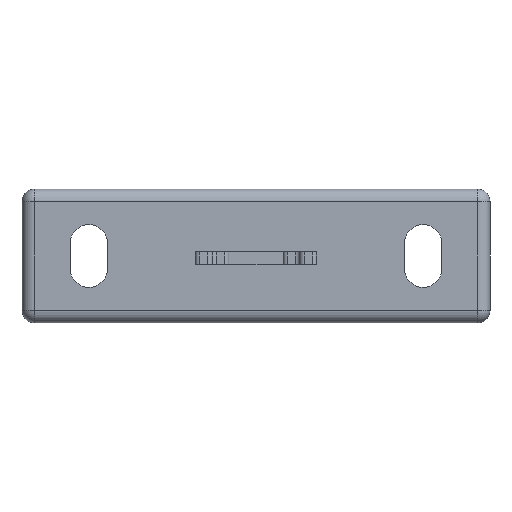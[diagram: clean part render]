
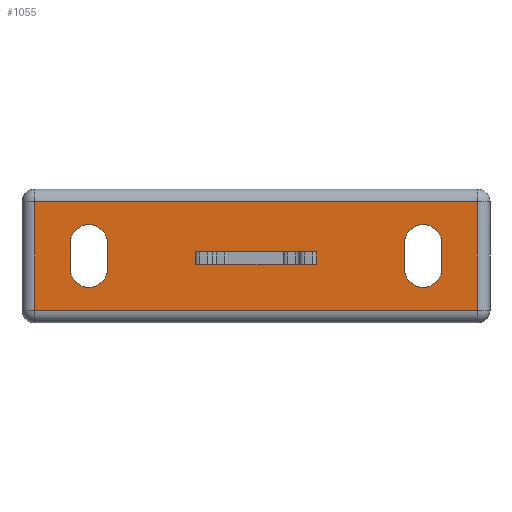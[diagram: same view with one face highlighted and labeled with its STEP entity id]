
A CAD part, front view. The second image highlights one B-rep face of the part: STEP entity #1055.
In plain terms, the highlighted planar face has unit normal (0, -1, 0).
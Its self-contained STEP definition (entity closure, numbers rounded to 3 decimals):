
#27=FACE_BOUND('',#366,.T.);
#28=FACE_BOUND('',#367,.T.);
#33=PLANE('',#1134);
#60=LINE('',#1592,#162);
#63=LINE('',#1596,#165);
#68=LINE('',#1610,#170);
#71=LINE('',#1614,#173);
#78=LINE('',#1634,#180);
#79=LINE('',#1638,#181);
#80=LINE('',#1642,#182);
#81=LINE('',#1646,#183);
#162=VECTOR('',#1258,53.);
#165=VECTOR('',#1263,13.);
#170=VECTOR('',#1278,13.);
#173=VECTOR('',#1283,53.);
#180=VECTOR('',#1304,3.);
#181=VECTOR('',#1307,3.);
#182=VECTOR('',#1310,3.);
#183=VECTOR('',#1313,3.);
#305=FACE_OUTER_BOUND('',#365,.T.);
#365=EDGE_LOOP('',(#777,#778,#779,#780));
#366=EDGE_LOOP('',(#781,#782,#783,#784));
#367=EDGE_LOOP('',(#785,#786,#787,#788));
#431=CIRCLE('',#1135,2.25);
#432=CIRCLE('',#1136,2.25);
#433=CIRCLE('',#1137,2.25);
#434=CIRCLE('',#1138,2.25);
#469=VERTEX_POINT('',#1564);
#474=VERTEX_POINT('',#1574);
#475=VERTEX_POINT('',#1578);
#480=VERTEX_POINT('',#1588);
#489=VERTEX_POINT('',#1632);
#490=VERTEX_POINT('',#1633);
#491=VERTEX_POINT('',#1635);
#492=VERTEX_POINT('',#1637);
#493=VERTEX_POINT('',#1640);
#494=VERTEX_POINT('',#1641);
#495=VERTEX_POINT('',#1643);
#496=VERTEX_POINT('',#1645);
#581=EDGE_CURVE('',#475,#480,#60,.T.);
#584=EDGE_CURVE('',#480,#474,#63,.T.);
#591=EDGE_CURVE('',#469,#475,#68,.T.);
#594=EDGE_CURVE('',#474,#469,#71,.T.);
#603=EDGE_CURVE('',#489,#490,#78,.T.);
#604=EDGE_CURVE('',#490,#491,#431,.T.);
#605=EDGE_CURVE('',#491,#492,#79,.T.);
#606=EDGE_CURVE('',#492,#489,#432,.T.);
#607=EDGE_CURVE('',#493,#494,#80,.T.);
#608=EDGE_CURVE('',#494,#495,#433,.T.);
#609=EDGE_CURVE('',#495,#496,#81,.T.);
#610=EDGE_CURVE('',#496,#493,#434,.T.);
#777=ORIENTED_EDGE('',*,*,#581,.F.);
#778=ORIENTED_EDGE('',*,*,#591,.F.);
#779=ORIENTED_EDGE('',*,*,#594,.F.);
#780=ORIENTED_EDGE('',*,*,#584,.F.);
#781=ORIENTED_EDGE('',*,*,#603,.T.);
#782=ORIENTED_EDGE('',*,*,#604,.T.);
#783=ORIENTED_EDGE('',*,*,#605,.T.);
#784=ORIENTED_EDGE('',*,*,#606,.T.);
#785=ORIENTED_EDGE('',*,*,#607,.T.);
#786=ORIENTED_EDGE('',*,*,#608,.T.);
#787=ORIENTED_EDGE('',*,*,#609,.T.);
#788=ORIENTED_EDGE('',*,*,#610,.T.);
#1055=ADVANCED_FACE('',(#305,#27,#28),#33,.T.);
#1134=AXIS2_PLACEMENT_3D('',#1631,#1302,#1303);
#1135=AXIS2_PLACEMENT_3D('',#1636,#1305,#1306);
#1136=AXIS2_PLACEMENT_3D('',#1639,#1308,#1309);
#1137=AXIS2_PLACEMENT_3D('',#1644,#1311,#1312);
#1138=AXIS2_PLACEMENT_3D('',#1647,#1314,#1315);
#1258=DIRECTION('',(-1.,0.,0.));
#1263=DIRECTION('',(0.,0.,1.));
#1278=DIRECTION('',(0.,0.,-1.));
#1283=DIRECTION('',(1.,0.,0.));
#1302=DIRECTION('center_axis',(0.,-1.,0.));
#1303=DIRECTION('ref_axis',(1.,0.,0.));
#1304=DIRECTION('',(0.,0.,1.));
#1305=DIRECTION('center_axis',(0.,1.,0.));
#1306=DIRECTION('ref_axis',(1.,0.,0.));
#1307=DIRECTION('',(0.,0.,-1.));
#1308=DIRECTION('center_axis',(0.,1.,0.));
#1309=DIRECTION('ref_axis',(-1.,0.,0.));
#1310=DIRECTION('',(0.,0.,1.));
#1311=DIRECTION('center_axis',(0.,1.,0.));
#1312=DIRECTION('ref_axis',(1.,0.,0.));
#1313=DIRECTION('',(0.,0.,-1.));
#1314=DIRECTION('center_axis',(0.,1.,0.));
#1315=DIRECTION('ref_axis',(-1.,0.,0.));
#1564=CARTESIAN_POINT('',(54.5,0.,14.5));
#1574=CARTESIAN_POINT('',(1.5,0.,14.5));
#1578=CARTESIAN_POINT('',(54.5,0.,1.5));
#1588=CARTESIAN_POINT('',(1.5,0.,1.5));
#1592=CARTESIAN_POINT('',(14.,0.,1.5));
#1596=CARTESIAN_POINT('',(1.5,0.,0.));
#1610=CARTESIAN_POINT('',(54.5,0.,0.));
#1614=CARTESIAN_POINT('',(14.,0.,14.5));
#1631=CARTESIAN_POINT('Origin',(0.,0.,0.));
#1632=CARTESIAN_POINT('',(5.75,0.,6.5));
#1633=CARTESIAN_POINT('',(5.75,0.,9.5));
#1634=CARTESIAN_POINT('',(5.75,0.,3.25));
#1635=CARTESIAN_POINT('',(10.25,0.,9.5));
#1636=CARTESIAN_POINT('Origin',(8.,0.,9.5));
#1637=CARTESIAN_POINT('',(10.25,0.,6.5));
#1638=CARTESIAN_POINT('',(10.25,0.,4.75));
#1639=CARTESIAN_POINT('Origin',(8.,0.,6.5));
#1640=CARTESIAN_POINT('',(45.75,0.,6.5));
#1641=CARTESIAN_POINT('',(45.75,0.,9.5));
#1642=CARTESIAN_POINT('',(45.75,0.,3.25));
#1643=CARTESIAN_POINT('',(50.25,0.,9.5));
#1644=CARTESIAN_POINT('Origin',(48.,0.,9.5));
#1645=CARTESIAN_POINT('',(50.25,0.,6.5));
#1646=CARTESIAN_POINT('',(50.25,0.,4.75));
#1647=CARTESIAN_POINT('Origin',(48.,0.,6.5));
